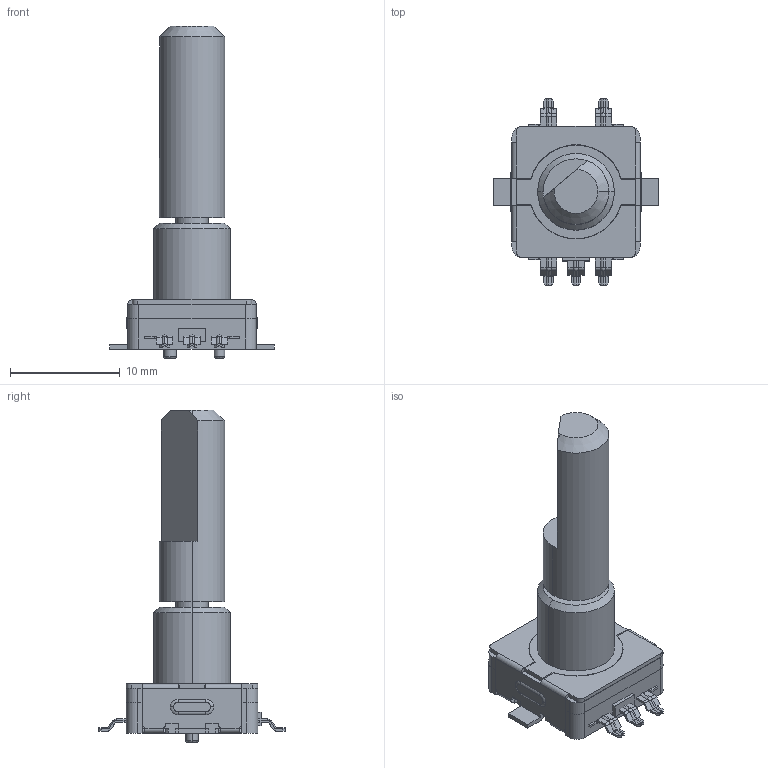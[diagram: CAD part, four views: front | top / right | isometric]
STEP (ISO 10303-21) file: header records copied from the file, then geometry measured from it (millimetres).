
FILE_DESCRIPTION (( 'STEP AP214' ), '1' );
FILE_NAME ('EC11-SMD-25F-blue.STEP', '2021-01-21T08:30:08', ( '' ), ( '' ), 'SwSTEP 2.0', 'SolidWorks 2017', '' );
FILE_SCHEMA (( 'AUTOMOTIVE_DESIGN' ));
Length unit declared in the file: millimetre
Products named in the file (4): Lb7; EC11-SMD-25F-blue; 25F; EC11-Housing-SMD
Assembly tree (3 placements, depth 2):
  EC11-SMD-25F-blue
    Lb7
    25F
    EC11-Housing-SMD
Bounding box: 15 x 17 x 30.3 mm (x, y, z)
Volume: 1321.5 mm3; surface area: 1850.7 mm2
Topology: 9 solids, 9 shells, 475 faces, 1212 edges, 752 vertices
Faces by surface type: plane 267, cylinder 154, bspline 31, torus 18, cone 5
Entity records: 20981 total; most frequent: CARTESIAN_POINT 4044, DIRECTION 2410, ORIENTED_EDGE 2404, EDGE_CURVE 1202, VECTOR 840, LINE 840, AXIS2_PLACEMENT_3D 785, VERTEX_POINT 752
